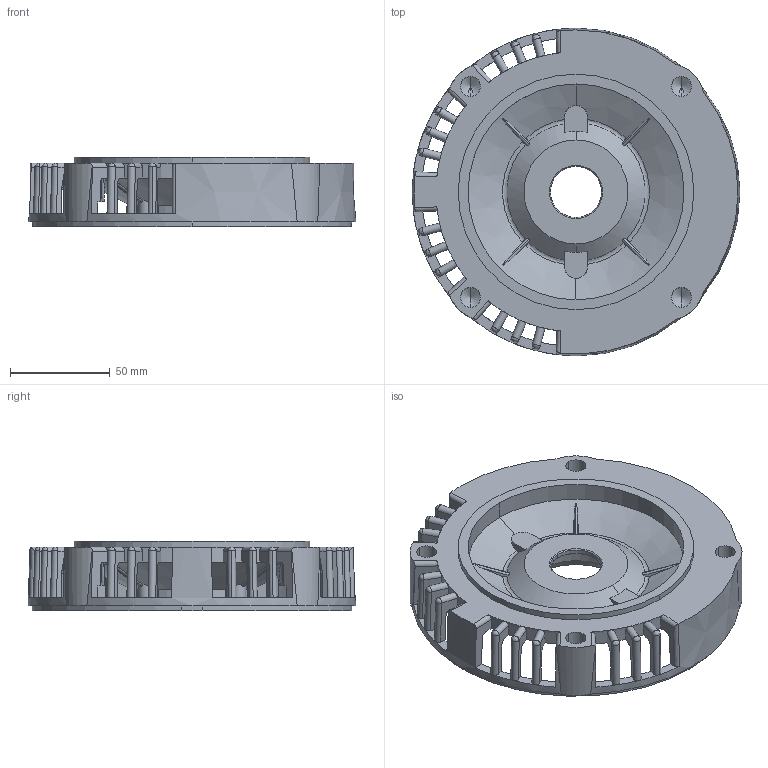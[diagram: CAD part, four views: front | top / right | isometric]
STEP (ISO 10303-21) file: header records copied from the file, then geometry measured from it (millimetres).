
FILE_DESCRIPTION (( 'STEP AP214' ), '1' );
FILE_NAME ('MTADP-CFACE-140.STEP', '2020-07-08T13:39:28', ( '' ), ( '' ), 'SwSTEP 2.0', 'SolidWorks 2017', '' );
FILE_SCHEMA (( 'AUTOMOTIVE_DESIGN' ));
Length unit declared in the file: inch
Products named in the file (1): MTADP-CFACE-140
Bounding box: 164 x 164 x 35 mm (x, y, z)
Volume: 194689.6 mm3; surface area: 84404 mm2
Topology: 1 solids, 1 shells, 464 faces, 1356 edges, 856 vertices
Faces by surface type: cylinder 176, plane 142, cone 88, bspline 58
Entity records: 19622 total; most frequent: CARTESIAN_POINT 7950, ORIENTED_EDGE 2680, DIRECTION 2192, EDGE_CURVE 1340, VERTEX_POINT 856, AXIS2_PLACEMENT_3D 845, VECTOR 502, LINE 502
